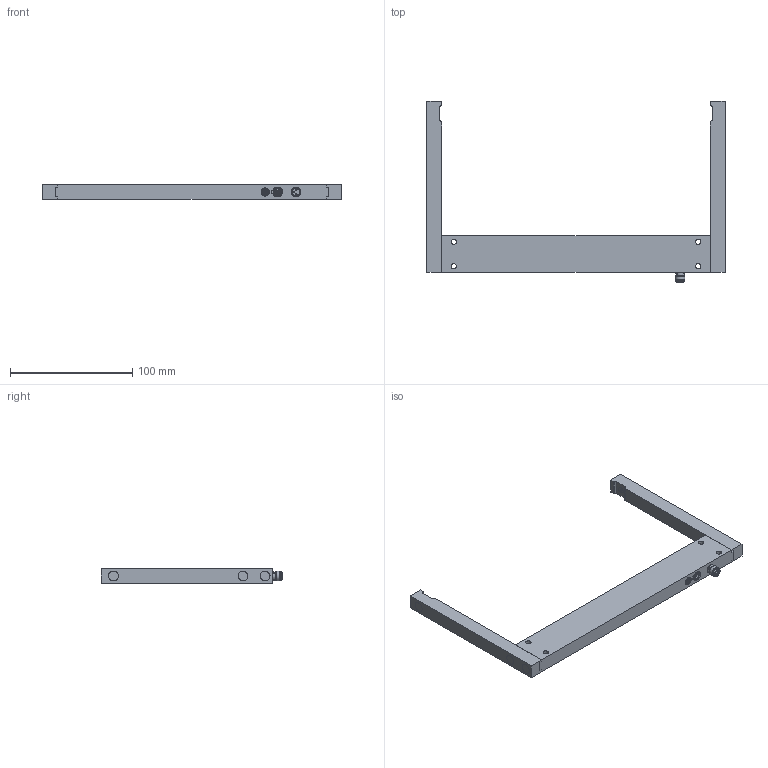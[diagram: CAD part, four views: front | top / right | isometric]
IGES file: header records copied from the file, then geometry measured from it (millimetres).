
Global section: file name: OGU 221 G3-T3; native system: Autodesk Inventor 2018; preprocessor: unknown; author: C. Kuhn; organization: di-soric GmbH & Co. KG; date: 20170918.125426; units: millimetre
Bounding box: 244 x 148.5 x 12 mm (x, y, z)
Volume: 118404.4 mm3; surface area: 37224.5 mm2
Topology: 12 solids, 12 shells, 324 faces, 719 edges, 481 vertices
Faces by surface type: bspline 324
